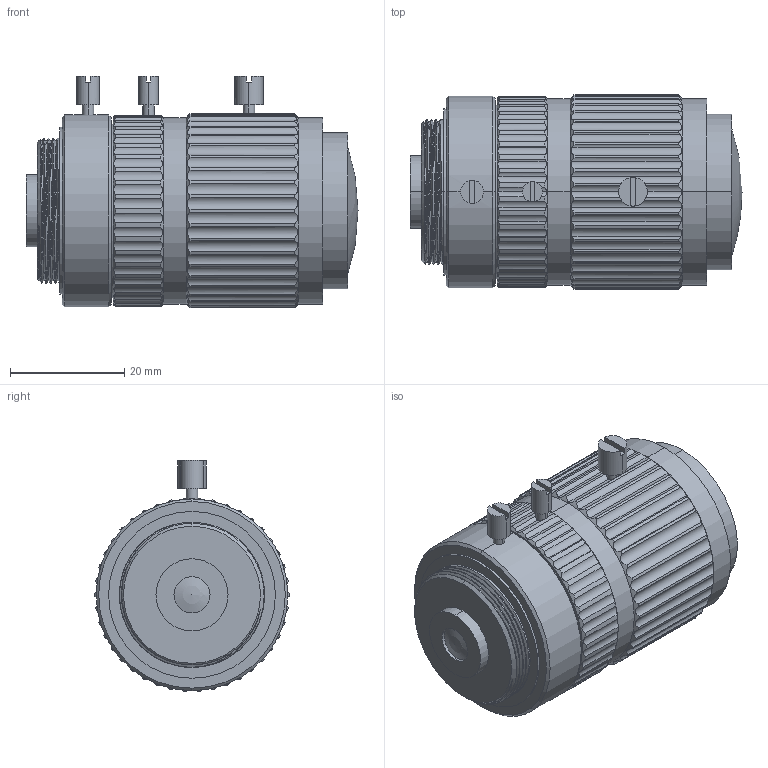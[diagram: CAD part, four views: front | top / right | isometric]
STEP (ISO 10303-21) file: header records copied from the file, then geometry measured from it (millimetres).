
FILE_DESCRIPTION(('Open CASCADE Model'),'2;1');
FILE_NAME('Open CASCADE Shape Model','2026-02-19T15:24:55',('Author'),( 'Open CASCADE'),'Open CASCADE STEP processor 7.7','Open CASCADE 7.7' ,'Unknown');
FILE_SCHEMA(('AUTOMOTIVE_DESIGN { 1 0 10303 214 1 1 1 1 }'));
Length unit declared in the file: millimetre
Products named in the file (2): L059-FZA-2.8Z12-CS
Assembly tree (1 placements, depth 2):
  L059-FZA-2.8Z12-CS
    L059-FZA-2.8Z12-CS
Bounding box: 58 x 33.9 x 40.42 mm (x, y, z)
Volume: 44862.8 mm3; surface area: 8280.2 mm2
Topology: 1 solids, 1 shells, 278 faces, 784 edges, 517 vertices
Faces by surface type: cylinder 230, plane 27, cone 15, bspline 4, sphere 2
Entity records: 36030 total; most frequent: CARTESIAN_POINT 21381, DIRECTION 2374, ORIENTED_EDGE 1564, PCURVE 1564, DEFINITIONAL_REPRESENTATION 1564, LINE 1271, VECTOR 1271, EDGE_CURVE 782
